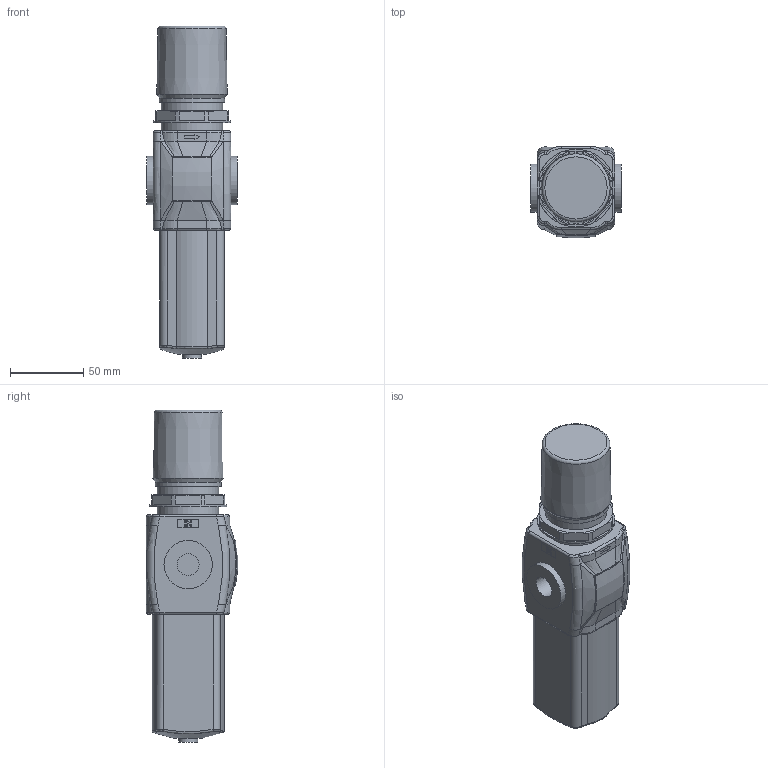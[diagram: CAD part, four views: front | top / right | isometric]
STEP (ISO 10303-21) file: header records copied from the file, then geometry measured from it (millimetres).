
FILE_DESCRIPTION((''),'2;1');
FILE_NAME('#172BEM##S.iam.step','2010-08-23T14:12:17',(''),(''),'Autodesk Inventor 2010','Autodesk Inventor 2010','');
FILE_SCHEMA(('AUTOMOTIVE_DESIGN { 1 0 10303 214 1 1 1 1 }'));
Length unit declared in the file: millimetre
Products named in the file (3): #172BEM##S; 1702-012G
Assembly tree (2 placements, depth 2):
  #172BEM##S
    #172BEM##S
    1702-012G
Bounding box: 62 x 62.27 x 226.6 mm (x, y, z)
Volume: 497421.4 mm3; surface area: 52947.2 mm2
Topology: 3 solids, 3 shells, 288 faces, 684 edges, 421 vertices
Faces by surface type: plane 110, bspline 74, cylinder 63, torus 24, cone 13, sphere 4
Full cylindrical faces by diameter (mm): 13 x1, 19 x1, 23 x1, 33 x1, 42 x1, 43 x1, 45 x1, 53 x1
Entity records: 9543 total; most frequent: CARTESIAN_POINT 3245, ORIENTED_EDGE 1316, DIRECTION 1136, EDGE_CURVE 658, VERTEX_POINT 418, AXIS2_PLACEMENT_3D 411, EDGE_LOOP 332, VECTOR 314
